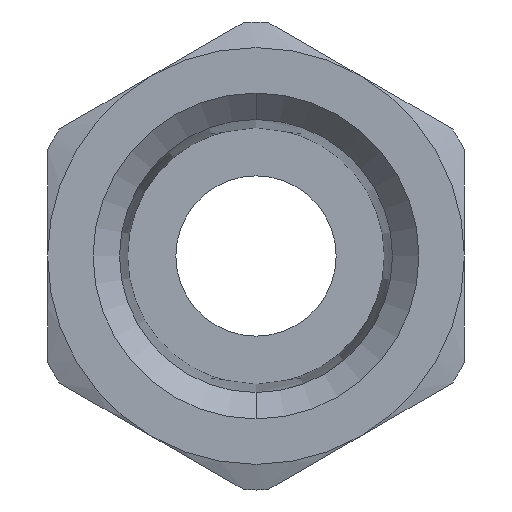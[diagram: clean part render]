
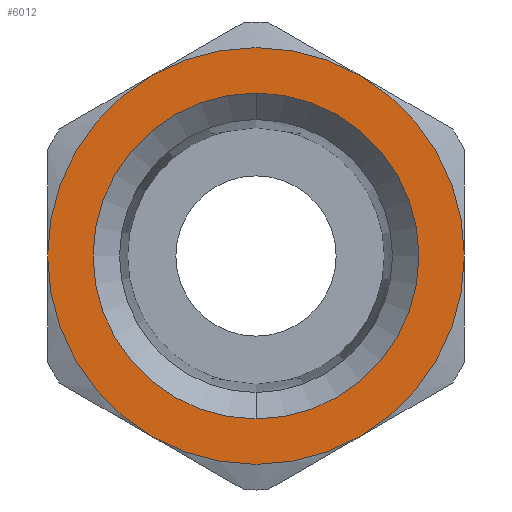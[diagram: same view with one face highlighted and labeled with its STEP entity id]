
A CAD part, left-side view. The second image highlights one B-rep face of the part: STEP entity #6012.
In plain terms, the highlighted planar face has unit normal (-1, 0, 0).
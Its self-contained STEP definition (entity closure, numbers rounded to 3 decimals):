
#157 = VERTEX_POINT ( 'NONE', #3790 ) ;
#554 = AXIS2_PLACEMENT_3D ( 'NONE', #4847, #7112, #1092 ) ;
#617 = DIRECTION ( 'NONE',  ( 1., 0., 0. ) ) ;
#843 = DIRECTION ( 'NONE',  ( -1., 0., 0. ) ) ;
#904 = CARTESIAN_POINT ( 'NONE',  ( -13.35, 0., 0.01 ) ) ;
#1092 = DIRECTION ( 'NONE',  ( 0., 1., 0. ) ) ;
#1278 = EDGE_LOOP ( 'NONE', ( #3122, #6765 ) ) ;
#1325 = DIRECTION ( 'NONE',  ( 0., 1., 0. ) ) ;
#1543 = AXIS2_PLACEMENT_3D ( 'NONE', #5176, #8207, #1325 ) ;
#1833 = VERTEX_POINT ( 'NONE', #6234 ) ;
#1846 = ORIENTED_EDGE ( 'NONE', *, *, #6400, .F. ) ;
#1904 = DIRECTION ( 'NONE',  ( 0., 0., -1. ) ) ;
#2069 = ORIENTED_EDGE ( 'NONE', *, *, #7751, .F. ) ;
#2255 = VERTEX_POINT ( 'NONE', #9948 ) ;
#2408 = CARTESIAN_POINT ( 'NONE',  ( -13.35, 3.25, -5.619 ) ) ;
#2513 = EDGE_CURVE ( 'NONE', #9909, #157, #4789, .T. ) ;
#2514 = DIRECTION ( 'NONE',  ( 0., 0., -1. ) ) ;
#2630 = CARTESIAN_POINT ( 'NONE',  ( -13.35, -6.5, 0.01 ) ) ;
#2662 = CARTESIAN_POINT ( 'NONE',  ( -13.35, 0., 0.01 ) ) ;
#2943 = DIRECTION ( 'NONE',  ( 0., 0., 1. ) ) ;
#3122 = ORIENTED_EDGE ( 'NONE', *, *, #5651, .F. ) ;
#3285 = ORIENTED_EDGE ( 'NONE', *, *, #6523, .F. ) ;
#3494 = CARTESIAN_POINT ( 'NONE',  ( -13.35, 0., 0.01 ) ) ;
#3790 = CARTESIAN_POINT ( 'NONE',  ( -13.35, 3.25, 5.639 ) ) ;
#3982 = CARTESIAN_POINT ( 'NONE',  ( -13.35, 0., 0.01 ) ) ;
#4008 = DIRECTION ( 'NONE',  ( 1., 0., 0. ) ) ;
#4022 = AXIS2_PLACEMENT_3D ( 'NONE', #6373, #8619, #2514 ) ;
#4096 = CARTESIAN_POINT ( 'NONE',  ( -13.35, 6.5, 0.01 ) ) ;
#4351 = DIRECTION ( 'NONE',  ( 1., 0., 0. ) ) ;
#4706 = DIRECTION ( 'NONE',  ( 0., 0., 1. ) ) ;
#4713 = CIRCLE ( 'NONE', #7652, 5.083 ) ;
#4789 = CIRCLE ( 'NONE', #554, 6.5 ) ;
#4847 = CARTESIAN_POINT ( 'NONE',  ( -13.35, 0., 0.01 ) ) ;
#5122 = CIRCLE ( 'NONE', #8446, 6.5 ) ;
#5169 = CARTESIAN_POINT ( 'NONE',  ( -13.35, 0., -5.073 ) ) ;
#5176 = CARTESIAN_POINT ( 'NONE',  ( -13.35, 0., 0.01 ) ) ;
#5635 = FACE_BOUND ( 'NONE', #1278, .T. ) ;
#5651 = EDGE_CURVE ( 'NONE', #1833, #8029, #4713, .T. ) ;
#5677 = CIRCLE ( 'NONE', #7217, 5.083 ) ;
#5715 = CIRCLE ( 'NONE', #9280, 6.5 ) ;
#5796 = CARTESIAN_POINT ( 'NONE',  ( -13.35, 0., 0.01 ) ) ;
#5834 = DIRECTION ( 'NONE',  ( 0., 1., 0. ) ) ;
#5835 = VERTEX_POINT ( 'NONE', #2630 ) ;
#6012 = ADVANCED_FACE ( 'NONE', ( #5635, #7413 ), #9329, .F. ) ;
#6234 = CARTESIAN_POINT ( 'NONE',  ( -13.35, 0., 5.093 ) ) ;
#6373 = CARTESIAN_POINT ( 'NONE',  ( -13.35, 0., 0.01 ) ) ;
#6400 = EDGE_CURVE ( 'NONE', #157, #9303, #7399, .T. ) ;
#6523 = EDGE_CURVE ( 'NONE', #5835, #2255, #9822, .T. ) ;
#6645 = EDGE_CURVE ( 'NONE', #8160, #9909, #8615, .T. ) ;
#6646 = CARTESIAN_POINT ( 'NONE',  ( -13.35, 0., 0.01 ) ) ;
#6765 = ORIENTED_EDGE ( 'NONE', *, *, #9296, .F. ) ;
#7043 = AXIS2_PLACEMENT_3D ( 'NONE', #3494, #4351, #1904 ) ;
#7096 = DIRECTION ( 'NONE',  ( 0., 1., 0. ) ) ;
#7112 = DIRECTION ( 'NONE',  ( 1., 0., 0. ) ) ;
#7217 = AXIS2_PLACEMENT_3D ( 'NONE', #2662, #9602, #2943 ) ;
#7399 = CIRCLE ( 'NONE', #8626, 6.5 ) ;
#7413 = FACE_OUTER_BOUND ( 'NONE', #9381, .T. ) ;
#7443 = DIRECTION ( 'NONE',  ( 0., 0., -1. ) ) ;
#7538 = CARTESIAN_POINT ( 'NONE',  ( -13.35, -3.25, 5.639 ) ) ;
#7652 = AXIS2_PLACEMENT_3D ( 'NONE', #904, #843, #4706 ) ;
#7751 = EDGE_CURVE ( 'NONE', #2255, #8160, #5122, .T. ) ;
#8005 = EDGE_CURVE ( 'NONE', #9303, #5835, #5715, .T. ) ;
#8029 = VERTEX_POINT ( 'NONE', #5169 ) ;
#8160 = VERTEX_POINT ( 'NONE', #2408 ) ;
#8198 = DIRECTION ( 'NONE',  ( 1., 0., 0. ) ) ;
#8207 = DIRECTION ( 'NONE',  ( 1., 0., 0. ) ) ;
#8369 = ORIENTED_EDGE ( 'NONE', *, *, #6645, .F. ) ;
#8446 = AXIS2_PLACEMENT_3D ( 'NONE', #3982, #4008, #7096 ) ;
#8615 = CIRCLE ( 'NONE', #1543, 6.5 ) ;
#8619 = DIRECTION ( 'NONE',  ( 1., 0., 0. ) ) ;
#8626 = AXIS2_PLACEMENT_3D ( 'NONE', #6646, #617, #7443 ) ;
#8701 = ORIENTED_EDGE ( 'NONE', *, *, #2513, .F. ) ;
#8920 = ORIENTED_EDGE ( 'NONE', *, *, #8005, .F. ) ;
#9280 = AXIS2_PLACEMENT_3D ( 'NONE', #5796, #8198, #5834 ) ;
#9296 = EDGE_CURVE ( 'NONE', #8029, #1833, #5677, .T. ) ;
#9303 = VERTEX_POINT ( 'NONE', #7538 ) ;
#9329 = PLANE ( 'NONE',  #4022 ) ;
#9381 = EDGE_LOOP ( 'NONE', ( #2069, #3285, #8920, #1846, #8701, #8369 ) ) ;
#9602 = DIRECTION ( 'NONE',  ( -1., 0., 0. ) ) ;
#9822 = CIRCLE ( 'NONE', #7043, 6.5 ) ;
#9909 = VERTEX_POINT ( 'NONE', #4096 ) ;
#9948 = CARTESIAN_POINT ( 'NONE',  ( -13.35, -3.25, -5.619 ) ) ;
